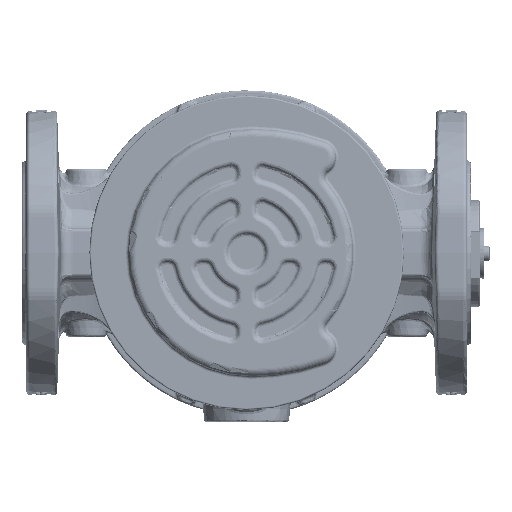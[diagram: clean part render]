
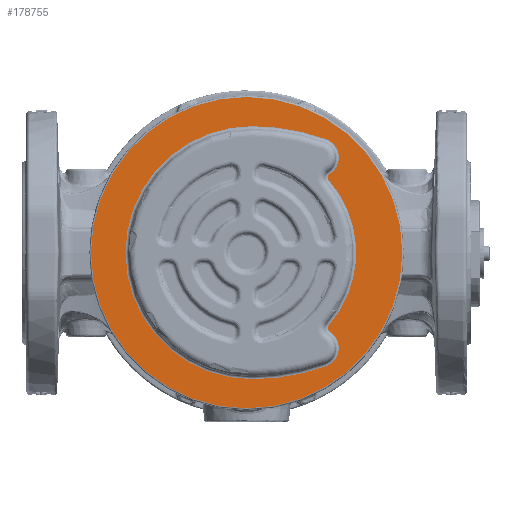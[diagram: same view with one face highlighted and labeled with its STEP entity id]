
A CAD part, top view. The second image highlights one B-rep face of the part: STEP entity #178755.
In plain terms, the highlighted planar face has unit normal (0, 0, 1).
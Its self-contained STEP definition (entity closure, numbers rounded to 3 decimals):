
#155059=CARTESIAN_POINT('Vertex',(53.528,-46.806,61.5)) ;
#155062=CARTESIAN_POINT('Axis2P3D Location',(0.,0.,61.5)) ;
#155066=CARTESIAN_POINT('Vertex',(53.528,46.806,61.5)) ;
#155090=CARTESIAN_POINT('Vertex',(54.136,-51.283,61.5)) ;
#155094=CARTESIAN_POINT('Control Point',(54.136,-51.283,61.5)) ;
#155095=CARTESIAN_POINT('Control Point',(53.993,-51.189,61.5)) ;
#155096=CARTESIAN_POINT('Control Point',(53.859,-51.087,61.5)) ;
#155097=CARTESIAN_POINT('Control Point',(53.733,-50.976,61.5)) ;
#155098=CARTESIAN_POINT('Control Point',(53.5,-50.74,61.5)) ;
#155099=CARTESIAN_POINT('Control Point',(53.303,-50.472,61.5)) ;
#155100=CARTESIAN_POINT('Control Point',(53.201,-50.31,61.5)) ;
#155101=CARTESIAN_POINT('Control Point',(53.003,-49.942,61.5)) ;
#155102=CARTESIAN_POINT('Control Point',(52.868,-49.543,61.5)) ;
#155103=CARTESIAN_POINT('Control Point',(52.814,-49.294,61.5)) ;
#155104=CARTESIAN_POINT('Control Point',(52.768,-48.871,61.5)) ;
#155105=CARTESIAN_POINT('Control Point',(52.799,-48.446,61.5)) ;
#155106=CARTESIAN_POINT('Control Point',(52.822,-48.287,61.5)) ;
#155107=CARTESIAN_POINT('Control Point',(52.894,-47.945,61.5)) ;
#155108=CARTESIAN_POINT('Control Point',(53.012,-47.619,61.5)) ;
#155109=CARTESIAN_POINT('Control Point',(53.07,-47.488,61.5)) ;
#155110=CARTESIAN_POINT('Control Point',(53.195,-47.251,61.5)) ;
#155111=CARTESIAN_POINT('Control Point',(53.347,-47.029,61.5)) ;
#155112=CARTESIAN_POINT('Control Point',(53.404,-46.953,61.5)) ;
#155113=CARTESIAN_POINT('Control Point',(53.465,-46.878,61.5)) ;
#155114=CARTESIAN_POINT('Control Point',(53.528,-46.806,61.5)) ;
#155132=CARTESIAN_POINT('Vertex',(51.504,-73.658,61.5)) ;
#155135=CARTESIAN_POINT('Axis2P3D Location',(47.2,-61.809,61.5)) ;
#155156=CARTESIAN_POINT('Vertex',(3.5,-82.106,61.5)) ;
#155159=CARTESIAN_POINT('Axis2P3D Location',(3.5,58.5,61.5)) ;
#155176=CARTESIAN_POINT('Axis2P3D Location',(3.5,0.,61.5)) ;
#155180=CARTESIAN_POINT('Vertex',(3.042,-82.105,61.5)) ;
#155199=CARTESIAN_POINT('Vertex',(3.5,82.106,61.5)) ;
#155202=CARTESIAN_POINT('Axis2P3D Location',(3.5,0.,61.5)) ;
#155223=CARTESIAN_POINT('Vertex',(51.504,73.658,61.5)) ;
#155226=CARTESIAN_POINT('Axis2P3D Location',(3.5,-58.5,61.5)) ;
#155247=CARTESIAN_POINT('Vertex',(54.136,51.283,61.5)) ;
#155250=CARTESIAN_POINT('Axis2P3D Location',(47.2,61.809,61.5)) ;
#155268=CARTESIAN_POINT('Control Point',(53.528,46.806,61.5)) ;
#155269=CARTESIAN_POINT('Control Point',(53.416,46.934,61.5)) ;
#155270=CARTESIAN_POINT('Control Point',(53.314,47.068,61.5)) ;
#155271=CARTESIAN_POINT('Control Point',(53.221,47.209,61.5)) ;
#155272=CARTESIAN_POINT('Control Point',(53.061,47.498,61.5)) ;
#155273=CARTESIAN_POINT('Control Point',(52.942,47.809,61.5)) ;
#155274=CARTESIAN_POINT('Control Point',(52.887,47.992,61.5)) ;
#155275=CARTESIAN_POINT('Control Point',(52.794,48.4,61.5)) ;
#155276=CARTESIAN_POINT('Control Point',(52.77,48.82,61.5)) ;
#155277=CARTESIAN_POINT('Control Point',(52.784,49.075,61.5)) ;
#155278=CARTESIAN_POINT('Control Point',(52.853,49.495,61.5)) ;
#155279=CARTESIAN_POINT('Control Point',(52.995,49.896,61.5)) ;
#155280=CARTESIAN_POINT('Control Point',(53.06,50.043,61.5)) ;
#155281=CARTESIAN_POINT('Control Point',(53.22,50.353,61.5)) ;
#155282=CARTESIAN_POINT('Control Point',(53.421,50.636,61.5)) ;
#155283=CARTESIAN_POINT('Control Point',(53.512,50.747,61.5)) ;
#155284=CARTESIAN_POINT('Control Point',(53.695,50.942,61.5)) ;
#155285=CARTESIAN_POINT('Control Point',(53.902,51.115,61.5)) ;
#155286=CARTESIAN_POINT('Control Point',(53.977,51.174,61.5)) ;
#155287=CARTESIAN_POINT('Control Point',(54.055,51.23,61.5)) ;
#155288=CARTESIAN_POINT('Control Point',(54.136,51.283,61.5)) ;
#178705=CARTESIAN_POINT('Axis2P3D Location',(3.5,0.,61.5)) ;
#178710=CARTESIAN_POINT('Axis2P3D Location',(0.,0.,61.5)) ;
#178714=CARTESIAN_POINT('Vertex',(-100.999,0.529,61.5)) ;
#178716=CARTESIAN_POINT('Vertex',(101.,0.,61.5)) ;
#178719=CARTESIAN_POINT('Axis2P3D Location',(0.,0.,61.5)) ;
#178723=CARTESIAN_POINT('Vertex',(-101.,0.,61.5)) ;
#178726=CARTESIAN_POINT('Axis2P3D Location',(0.,0.,61.5)) ;
#178730=CARTESIAN_POINT('Vertex',(100.999,-0.529,61.5)) ;
#178733=CARTESIAN_POINT('Axis2P3D Location',(0.,0.,61.5)) ;
#155063=DIRECTION('Axis2P3D Direction',(0.,0.,1.)) ;
#155136=DIRECTION('Axis2P3D Direction',(0.,0.,1.)) ;
#155160=DIRECTION('Axis2P3D Direction',(0.,0.,1.)) ;
#155177=DIRECTION('Axis2P3D Direction',(0.,-0.,1.)) ;
#155203=DIRECTION('Axis2P3D Direction',(0.,-0.,1.)) ;
#155227=DIRECTION('Axis2P3D Direction',(0.,-0.,1.)) ;
#155251=DIRECTION('Axis2P3D Direction',(0.,0.,1.)) ;
#178706=DIRECTION('Axis2P3D Direction',(-0.,0.,1.)) ;
#178707=DIRECTION('Axis2P3D XDirection',(0.,-1.,0.)) ;
#178711=DIRECTION('Axis2P3D Direction',(-0.,0.,1.)) ;
#178720=DIRECTION('Axis2P3D Direction',(-0.,0.,1.)) ;
#178727=DIRECTION('Axis2P3D Direction',(-0.,0.,1.)) ;
#178734=DIRECTION('Axis2P3D Direction',(-0.,0.,1.)) ;
#155064=AXIS2_PLACEMENT_3D('Circle Axis2P3D',#155062,#155063,$) ;
#155137=AXIS2_PLACEMENT_3D('Circle Axis2P3D',#155135,#155136,$) ;
#155161=AXIS2_PLACEMENT_3D('Circle Axis2P3D',#155159,#155160,$) ;
#155178=AXIS2_PLACEMENT_3D('Circle Axis2P3D',#155176,#155177,$) ;
#155204=AXIS2_PLACEMENT_3D('Circle Axis2P3D',#155202,#155203,$) ;
#155228=AXIS2_PLACEMENT_3D('Circle Axis2P3D',#155226,#155227,$) ;
#155252=AXIS2_PLACEMENT_3D('Circle Axis2P3D',#155250,#155251,$) ;
#178708=AXIS2_PLACEMENT_3D('Plane Axis2P3D',#178705,#178706,#178707) ;
#178712=AXIS2_PLACEMENT_3D('Circle Axis2P3D',#178710,#178711,$) ;
#178721=AXIS2_PLACEMENT_3D('Circle Axis2P3D',#178719,#178720,$) ;
#178728=AXIS2_PLACEMENT_3D('Circle Axis2P3D',#178726,#178727,$) ;
#178735=AXIS2_PLACEMENT_3D('Circle Axis2P3D',#178733,#178734,$) ;
#155065=CIRCLE('generated circle',#155064,71.106) ;
#155138=CIRCLE('generated circle',#155137,12.606) ;
#155162=CIRCLE('generated circle',#155161,140.606) ;
#155179=CIRCLE('generated circle',#155178,82.106) ;
#155205=CIRCLE('generated circle',#155204,82.106) ;
#155229=CIRCLE('generated circle',#155228,140.606) ;
#155253=CIRCLE('generated circle',#155252,12.606) ;
#178713=CIRCLE('generated circle',#178712,101.) ;
#178722=CIRCLE('generated circle',#178721,101.) ;
#178729=CIRCLE('generated circle',#178728,101.) ;
#178736=CIRCLE('generated circle',#178735,101.) ;
#178709=PLANE('',#178708) ;
#178754=FACE_BOUND('',#178744,.T.) ;
#155068=EDGE_CURVE('',#155060,#155067,#155065,.T.) ;
#155115=EDGE_CURVE('',#155091,#155060,#155093,.T.) ;
#155139=EDGE_CURVE('',#155133,#155091,#155138,.T.) ;
#155163=EDGE_CURVE('',#155157,#155133,#155162,.T.) ;
#155182=EDGE_CURVE('',#155157,#155181,#155179,.F.) ;
#155206=EDGE_CURVE('',#155200,#155181,#155205,.T.) ;
#155230=EDGE_CURVE('',#155224,#155200,#155229,.T.) ;
#155254=EDGE_CURVE('',#155248,#155224,#155253,.T.) ;
#155289=EDGE_CURVE('',#155067,#155248,#155267,.T.) ;
#178718=EDGE_CURVE('',#178715,#178717,#178713,.F.) ;
#178725=EDGE_CURVE('',#178724,#178715,#178722,.F.) ;
#178732=EDGE_CURVE('',#178731,#178724,#178729,.F.) ;
#178737=EDGE_CURVE('',#178717,#178731,#178736,.F.) ;
#178739=ORIENTED_EDGE('',*,*,#178718,.F.) ;
#178740=ORIENTED_EDGE('',*,*,#178725,.F.) ;
#178741=ORIENTED_EDGE('',*,*,#178732,.F.) ;
#178742=ORIENTED_EDGE('',*,*,#178737,.F.) ;
#178745=ORIENTED_EDGE('',*,*,#155068,.F.) ;
#178746=ORIENTED_EDGE('',*,*,#155115,.F.) ;
#178747=ORIENTED_EDGE('',*,*,#155139,.F.) ;
#178748=ORIENTED_EDGE('',*,*,#155163,.F.) ;
#178749=ORIENTED_EDGE('',*,*,#155182,.T.) ;
#178750=ORIENTED_EDGE('',*,*,#155206,.F.) ;
#178751=ORIENTED_EDGE('',*,*,#155230,.F.) ;
#178752=ORIENTED_EDGE('',*,*,#155254,.F.) ;
#178753=ORIENTED_EDGE('',*,*,#155289,.F.) ;
#178738=EDGE_LOOP('',(#178739,#178740,#178741,#178742)) ;
#178744=EDGE_LOOP('',(#178745,#178746,#178747,#178748,#178749,#178750,#178751,#178752,#178753)) ;
#155060=VERTEX_POINT('',#155059) ;
#155067=VERTEX_POINT('',#155066) ;
#155091=VERTEX_POINT('',#155090) ;
#155133=VERTEX_POINT('',#155132) ;
#155157=VERTEX_POINT('',#155156) ;
#155181=VERTEX_POINT('',#155180) ;
#155200=VERTEX_POINT('',#155199) ;
#155224=VERTEX_POINT('',#155223) ;
#155248=VERTEX_POINT('',#155247) ;
#178715=VERTEX_POINT('',#178714) ;
#178717=VERTEX_POINT('',#178716) ;
#178724=VERTEX_POINT('',#178723) ;
#178731=VERTEX_POINT('',#178730) ;
#178755=ADVANCED_FACE('MANIFOLD_SOLID_BREP #474295',(#178743,#178754),#178709,.T.) ;
#155093=B_SPLINE_CURVE_WITH_KNOTS('',5,(#155094,#155095,#155096,#155097,#155098,#155099,#155100,#155101,#155102,#155103,#155104,#155105,#155106,#155107,#155108,#155109,#155110,#155111,#155112,#155113,#155114),.UNSPECIFIED.,.F.,.U.,(6,3,3,3,3,3,6),(0.,1.195,2.367,4.143,5.363,6.602,7.278),.UNSPECIFIED.) ;
#155267=B_SPLINE_CURVE_WITH_KNOTS('',5,(#155268,#155269,#155270,#155271,#155272,#155273,#155274,#155275,#155276,#155277,#155278,#155279,#155280,#155281,#155282,#155283,#155284,#155285,#155286,#155287,#155288),.UNSPECIFIED.,.F.,.U.,(6,3,3,3,3,3,6),(0.,1.195,2.367,4.143,5.363,6.601,7.278),.UNSPECIFIED.) ;
#178743=FACE_OUTER_BOUND('',#178738,.T.) ;
